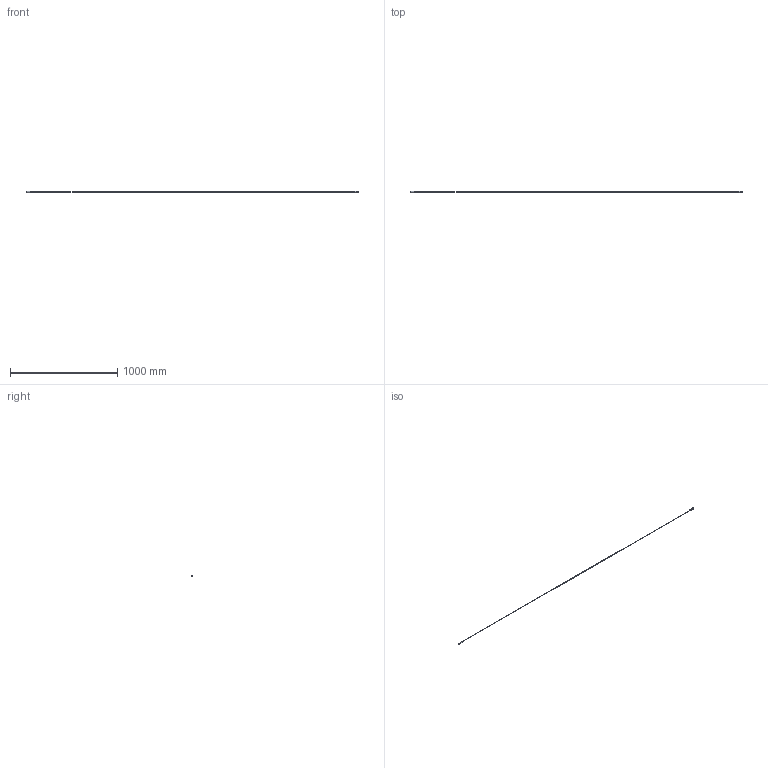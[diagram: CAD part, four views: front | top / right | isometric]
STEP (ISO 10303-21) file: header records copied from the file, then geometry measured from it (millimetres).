
FILE_DESCRIPTION( ( 'STEP AP214' ), '1' );
FILE_NAME( 'MEL1002G_SF.step', '2019-07-12T05:05:30', ( ' ' ), ( ' ' ), 'XStep 1.0', ' ', ' ' );
FILE_SCHEMA( ( 'automotive_design' ) );
Length unit declared in the file: millimetre
Products named in the file (1): 1
Bounding box: 3095 x 15.5 x 15.49 mm (x, y, z)
Volume: 30665.5 mm3; surface area: 32439.4 mm2
Topology: 1 solids, 1 shells, 51 faces, 104 edges, 68 vertices
Faces by surface type: plane 27, cylinder 14, cone 8, torus 1, sphere 1
Full cylindrical faces by diameter (mm): 3 x1, 4 x1, 6 x1, 9 x1, 10 x2, 11 x1, 12 x3, 13 x1, 15.49 x1
Entity records: 1649 total; most frequent: CARTESIAN_POINT 251, DIRECTION 219, ORIENTED_EDGE 148, AXIS2_PLACEMENT_3D 98, EDGE_LOOP 86, EDGE_CURVE 74, FACE_OUTER_BOUND 64, VERTEX_POINT 60
